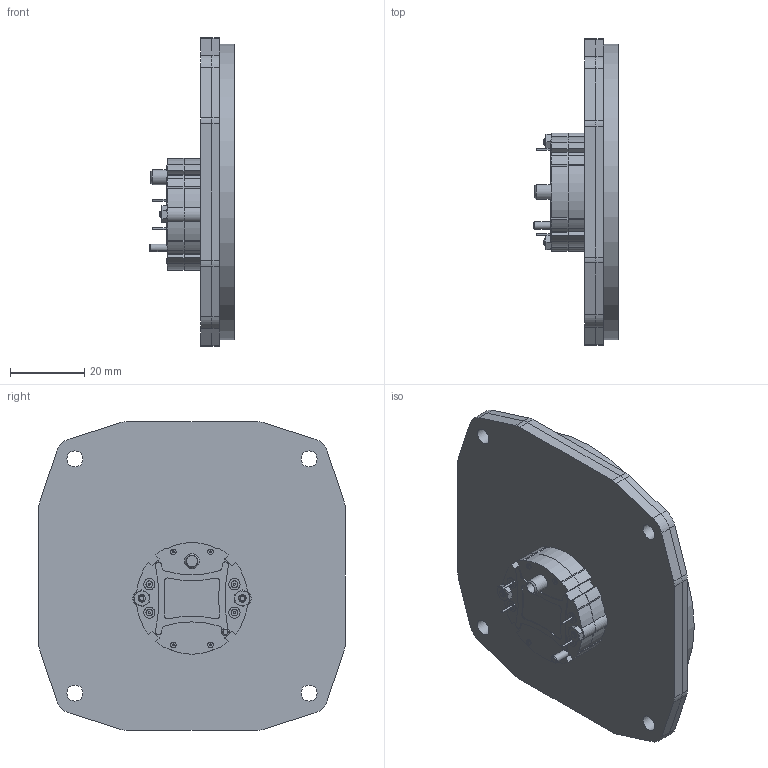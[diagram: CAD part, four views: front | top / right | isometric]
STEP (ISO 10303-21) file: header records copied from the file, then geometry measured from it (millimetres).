
FILE_DESCRIPTION(/* description */ (''),/* implementation_level */ '2;1');
FILE_NAME(/* name */ 'Simple Instrument_v10.step',/* time_stamp */ '2021-12-11T14:18:01-07:00',/* author */ (''),/* organization */ (''),/* preprocessor_version */ 'ST-DEVELOPER v18.1',/* originating_system */ 'Autodesk Translation Framework v10.10.0.1391',/* authorisation */ '');
FILE_SCHEMA (('AUTOMOTIVE_DESIGN { 1 0 10303 214 3 1 1 }'));
Length unit declared in the file: millimetre
Products named in the file (9): Simple Instrument; Bezel; X27-168-Stepper v5; M2 92010A802_Passivated 18-8 Stainless Steel Phillips Flat Head Screw; Back Plate Stepper Hold; M2 92010A802_Passivated 18-8 Phillips Flat Head Screw; M2 90592A075_STEEL HEX NUT; M2 90592A075_STEEL HEX NUT_1; Needles
Assembly tree (8 placements, depth 2):
  Simple Instrument
    Bezel
    X27-168-Stepper v5
    M2 92010A802_Passivated 18-8 Stainless Steel Phillips Flat Head Screw
    Back Plate Stepper Hold
    M2 92010A802_Passivated 18-8 Phillips Flat Head Screw
    M2 90592A075_STEEL HEX NUT
    M2 90592A075_STEEL HEX NUT_1
    Needles
Bounding box: 22.7 x 82.26 x 82.87 mm (x, y, z)
Volume: 31828.1 mm3; surface area: 25781.4 mm2
Topology: 14 solids, 14 shells, 611 faces, 1600 edges, 1053 vertices
Faces by surface type: cylinder 368, plane 179, cone 53, bspline 9, torus 2
Full cylindrical faces by diameter (mm): 0.5 x8, 1 x10, 1.48 x64, 1.5 x4, 1.623 x2, 1.8 x4, 1.842 x1, 1.865 x1, 2 x65, 2.209 x1, 2.5 x2, 3 x5, 3.5 x2, 3.563 x2, 4 x1, 4.318 x8, 71.051 x1, 79.375 x1
Entity records: 41051 total; most frequent: CARTESIAN_POINT 26053, ORIENTED_EDGE 3196, DIRECTION 2999, EDGE_CURVE 1598, AXIS2_PLACEMENT_3D 1176, VERTEX_POINT 1053, EDGE_LOOP 687, LINE 647
